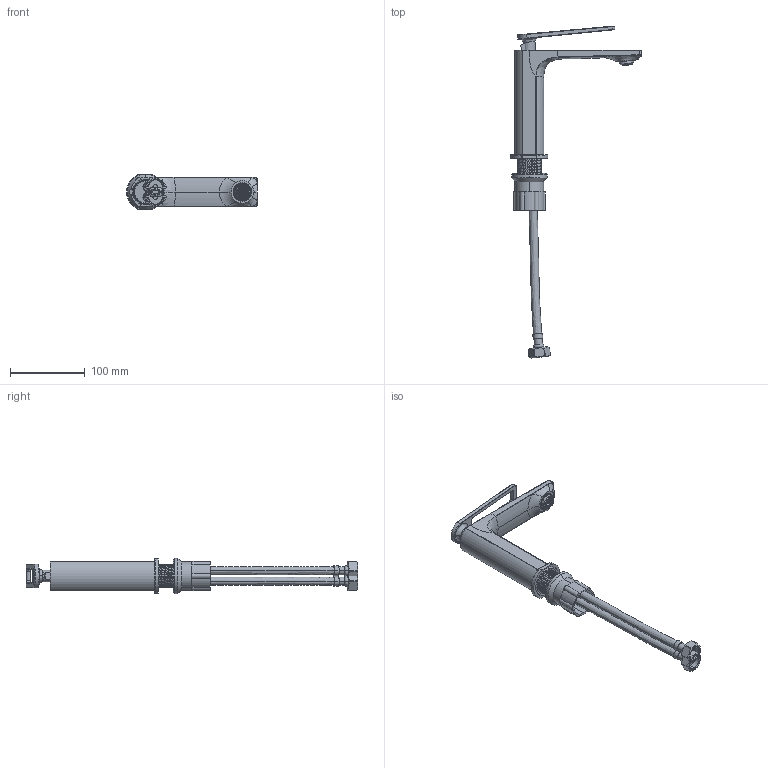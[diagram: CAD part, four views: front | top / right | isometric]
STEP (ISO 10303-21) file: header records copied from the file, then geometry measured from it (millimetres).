
FILE_DESCRIPTION((''),'2;1');
FILE_NAME('M11721-837C_ASM','2023-03-03T15:40:20',('1'),(''),'CREO PARAMETRIC BY PTC INC, 2018050','CREO PARAMETRIC BY PTC INC, 2018050','');
FILE_SCHEMA(('CONFIG_CONTROL_DESIGN'));
Products named in the file (18): M11721C; S38087; C12186; S11015; R23374; R23248; P19047; P37041; P03014; C02059; C02058; R23525_AF0; C02058_ASM; Z03136; S33009; H837; S38070; M11721-837C_ASM
Assembly tree (18 placements, depth 3):
  M11721-837C_ASM
    M11721C
    S38087
    C12186
    S11015
    R23374
    R23248
    P19047
    P37041
    P03014
    C02059
    C02058_ASM
      C02058
      R23525_AF0
    Z03136
    S33009  x2
    H837
    S38070
Bounding box: 175 x 444.58 x 47.5 mm (x, y, z)
Volume: 207021.8 mm3; surface area: 169668.9 mm2
Topology: 20 solids, 27 shells, 2619 faces, 7287 edges, 4728 vertices
Faces by surface type: cylinder 1290, plane 923, bspline 233, cone 95, torus 61, sphere 17
Entity records: 125514 total; most frequent: CARTESIAN_POINT 62393, ORIENTED_EDGE 14098, DIRECTION 10972, EDGE_CURVE 7061, VERTEX_POINT 4586, AXIS2_PLACEMENT_3D 3805, EDGE_LOOP 3427, VECTOR 3362
